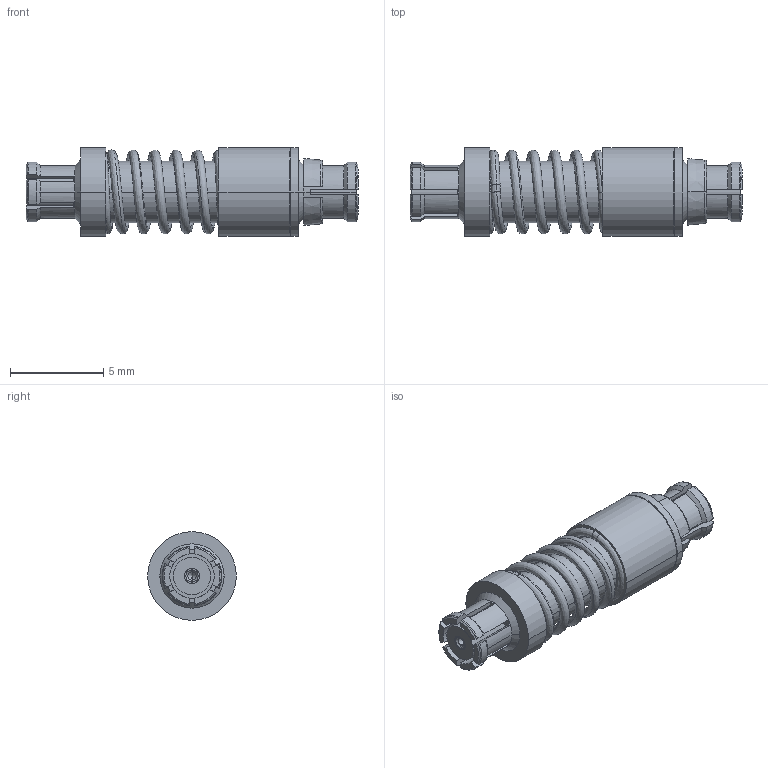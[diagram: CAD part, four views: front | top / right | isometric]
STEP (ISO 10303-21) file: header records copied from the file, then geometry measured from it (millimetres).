
FILE_DESCRIPTION (( 'STEP AP214' ), '1' );
FILE_NAME ('FMAD1739_3D.step', '2024-03-11T15:55:33', ( '' ), ( '' ), 'SwSTEP 2.0', 'SolidWorks 2022', '' );
FILE_SCHEMA (( 'AUTOMOTIVE_DESIGN' ));
Length unit declared in the file: millimetre
Products named in the file (1): FMAD1739_3D
Bounding box: 17.78 x 4.75 x 4.75 mm (x, y, z)
Volume: 200.5 mm3; surface area: 527.7 mm2
Topology: 5 solids, 5 shells, 190 faces, 493 edges, 319 vertices
Faces by surface type: plane 74, cylinder 48, cone 44, torus 14, bspline 10
Entity records: 9866 total; most frequent: CARTESIAN_POINT 5024, ORIENTED_EDGE 978, DIRECTION 965, EDGE_CURVE 489, AXIS2_PLACEMENT_3D 387, VERTEX_POINT 319, CIRCLE 206, EDGE_LOOP 200
